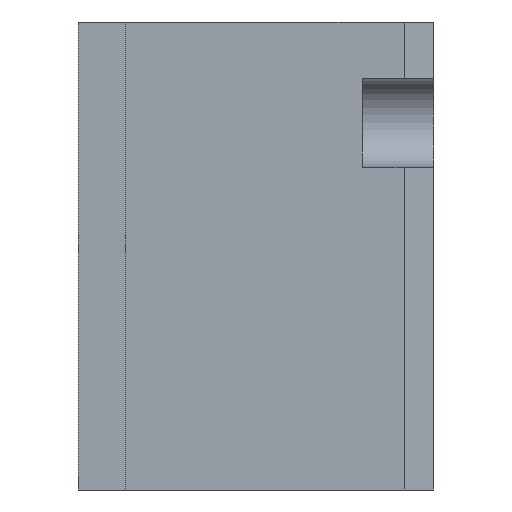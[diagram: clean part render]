
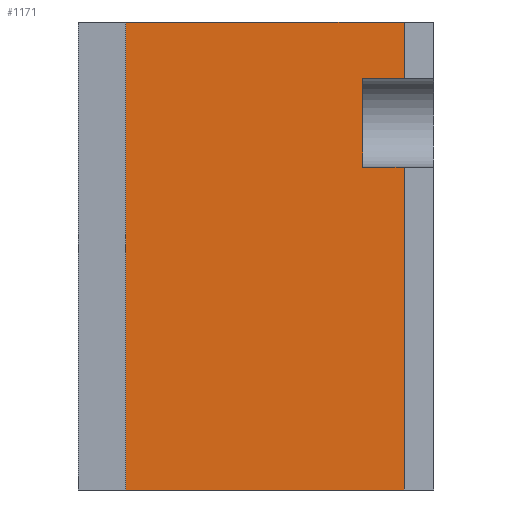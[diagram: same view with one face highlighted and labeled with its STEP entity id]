
A CAD part, left-side view. The second image highlights one B-rep face of the part: STEP entity #1171.
In plain terms, the highlighted planar face has unit normal (-1, 0, 0).
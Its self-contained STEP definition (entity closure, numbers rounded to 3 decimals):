
#162=FACE_OUTER_BOUND('',#243,.T.);
#243=EDGE_LOOP('',(#946,#947,#948,#949,#950,#951,#952,#953));
#298=LINE('',#1804,#403);
#306=LINE('',#1880,#411);
#333=LINE('',#1981,#438);
#348=LINE('',#2026,#453);
#349=LINE('',#2028,#454);
#350=LINE('',#2030,#455);
#351=LINE('',#2032,#456);
#352=LINE('',#2033,#457);
#403=VECTOR('',#1443,10.);
#411=VECTOR('',#1479,10.);
#438=VECTOR('',#1532,10.);
#453=VECTOR('',#1587,10.);
#454=VECTOR('',#1590,10.);
#455=VECTOR('',#1593,10.);
#456=VECTOR('',#1594,10.);
#457=VECTOR('',#1595,10.);
#500=VERTEX_POINT('',#1782);
#510=VERTEX_POINT('',#1802);
#522=VERTEX_POINT('',#1876);
#524=VERTEX_POINT('',#1879);
#548=VERTEX_POINT('',#1978);
#549=VERTEX_POINT('',#1980);
#559=VERTEX_POINT('',#2024);
#560=VERTEX_POINT('',#2031);
#625=EDGE_CURVE('',#500,#510,#298,.T.);
#642=EDGE_CURVE('',#524,#522,#306,.T.);
#676=EDGE_CURVE('',#549,#548,#333,.T.);
#698=EDGE_CURVE('',#559,#549,#348,.T.);
#699=EDGE_CURVE('',#559,#522,#349,.T.);
#700=EDGE_CURVE('',#510,#524,#350,.T.);
#701=EDGE_CURVE('',#548,#560,#351,.T.);
#702=EDGE_CURVE('',#500,#560,#352,.T.);
#946=ORIENTED_EDGE('',*,*,#700,.T.);
#947=ORIENTED_EDGE('',*,*,#642,.T.);
#948=ORIENTED_EDGE('',*,*,#699,.F.);
#949=ORIENTED_EDGE('',*,*,#698,.T.);
#950=ORIENTED_EDGE('',*,*,#676,.T.);
#951=ORIENTED_EDGE('',*,*,#701,.T.);
#952=ORIENTED_EDGE('',*,*,#702,.F.);
#953=ORIENTED_EDGE('',*,*,#625,.T.);
#1116=PLANE('',#1331);
#1171=ADVANCED_FACE('',(#162),#1116,.T.);
#1331=AXIS2_PLACEMENT_3D('',#2029,#1591,#1592);
#1443=DIRECTION('',(0.,1.,0.));
#1479=DIRECTION('',(0.,-1.,0.));
#1532=DIRECTION('',(0.,0.,1.));
#1587=DIRECTION('',(0.,1.,0.));
#1590=DIRECTION('',(0.,0.,-1.));
#1591=DIRECTION('center_axis',(-1.,0.,0.));
#1592=DIRECTION('ref_axis',(0.,0.,1.));
#1593=DIRECTION('',(0.,0.,-1.));
#1594=DIRECTION('',(0.,-1.,0.));
#1595=DIRECTION('',(0.,0.,-1.));
#1782=CARTESIAN_POINT('',(-43.,-25.,39.5));
#1802=CARTESIAN_POINT('',(-43.,22.,39.5));
#1804=CARTESIAN_POINT('',(-43.,-30.,39.5));
#1876=CARTESIAN_POINT('',(-43.,-25.,-39.5));
#1879=CARTESIAN_POINT('',(-43.,22.,-39.5));
#1880=CARTESIAN_POINT('',(-43.,-30.,-39.5));
#1978=CARTESIAN_POINT('',(-43.,-18.,30.));
#1980=CARTESIAN_POINT('',(-43.,-18.,15.));
#1981=CARTESIAN_POINT('',(-43.,-18.,11.25));
#2024=CARTESIAN_POINT('',(-43.,-25.,15.));
#2026=CARTESIAN_POINT('',(-43.,-30.,15.));
#2028=CARTESIAN_POINT('',(-43.,-25.,0.));
#2029=CARTESIAN_POINT('Origin',(-43.,-30.,0.));
#2030=CARTESIAN_POINT('',(-43.,22.,-19.75));
#2031=CARTESIAN_POINT('',(-43.,-25.,30.));
#2032=CARTESIAN_POINT('',(-43.,-30.,30.));
#2033=CARTESIAN_POINT('',(-43.,-25.,0.));
